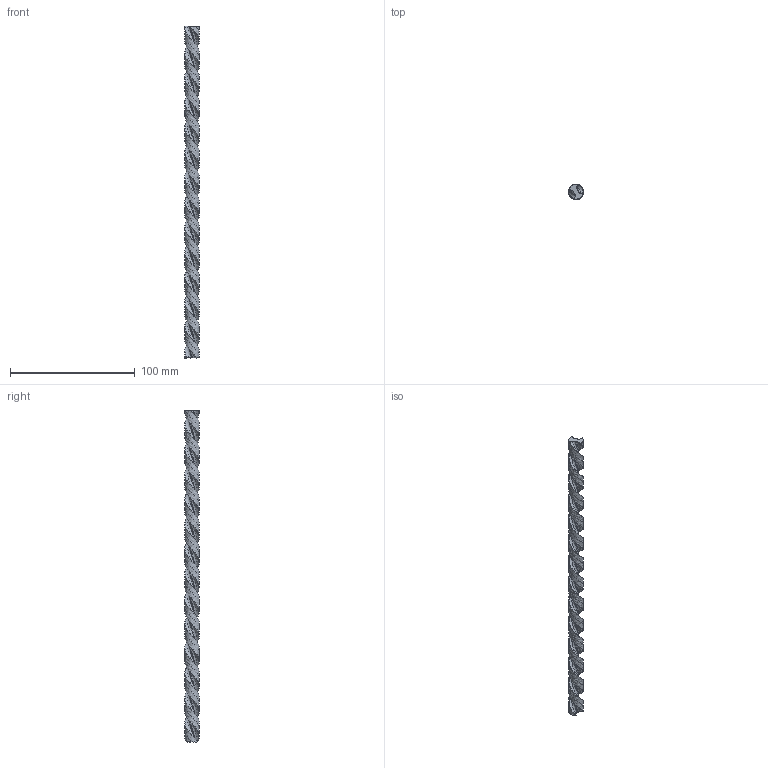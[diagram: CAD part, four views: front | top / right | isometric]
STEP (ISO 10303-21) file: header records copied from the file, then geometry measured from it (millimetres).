
FILE_DESCRIPTION(('Open CASCADE Model'),'2;1');
FILE_NAME('Open CASCADE Shape Model','2025-03-19T17:59:24',('Author'),( 'Open CASCADE'),'Open CASCADE STEP processor 7.7','Open CASCADE 7.7' ,'Unknown');
FILE_SCHEMA(('AUTOMOTIVE_DESIGN { 1 0 10303 214 1 1 1 1 }'));
Length unit declared in the file: millimetre
Products named in the file (1): Open CASCADE STEP translator 7.7 5
Bounding box: 12 x 12 x 266.67 mm (x, y, z)
Volume: 16516.5 mm3; surface area: 11748.5 mm2
Topology: 1 solids, 1 shells, 22 faces, 60 edges, 40 vertices
Faces by surface type: bspline 20, plane 2
Entity records: 13098 total; most frequent: CARTESIAN_POINT 12287, ORIENTED_EDGE 120, PCURVE 120, DEFINITIONAL_REPRESENTATION 120, DIRECTION 66, EDGE_CURVE 60, SURFACE_CURVE 60, LINE 60
